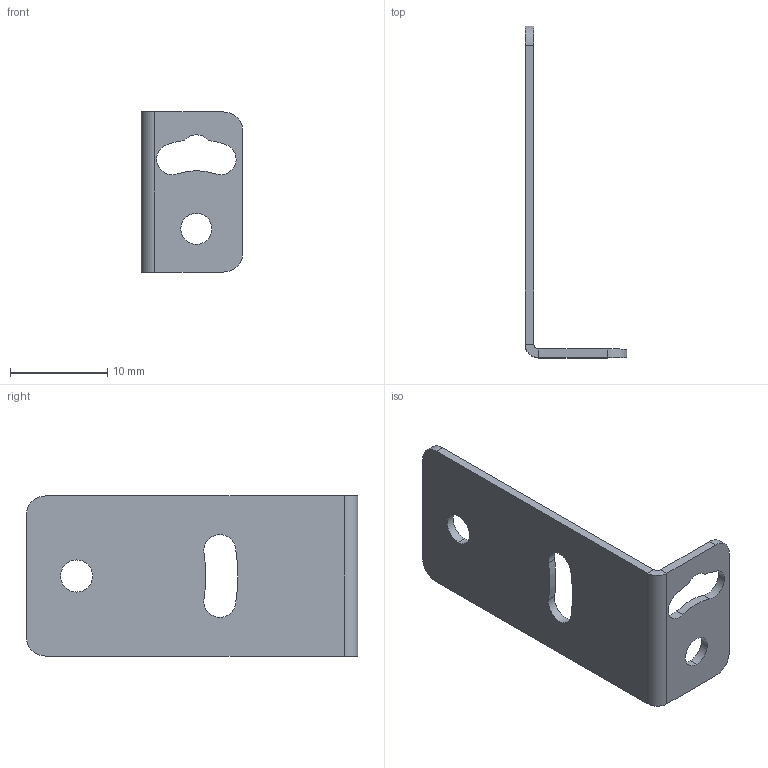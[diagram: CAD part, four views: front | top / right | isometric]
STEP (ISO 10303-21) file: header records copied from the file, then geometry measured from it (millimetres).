
FILE_DESCRIPTION((''),'2;1');
FILE_NAME('141833_SW','2008-08-15T',('banengservice'),('BANNER ENGINEERING'),'PRO/ENGINEER BY PARAMETRIC TECHNOLOGY CORPORATION, 2006170','PRO/ENGINEER BY PARAMETRIC TECHNOLOGY CORPORATION, 2006170','');
FILE_SCHEMA(('CONFIG_CONTROL_DESIGN'));
Length unit declared in the file: inch
Products named in the file (1): 141833_SW
Bounding box: 10.5 x 34.2 x 16.5 mm (x, y, z)
Volume: 580.4 mm3; surface area: 1450.2 mm2
Topology: 1 solids, 1 shells, 32 faces, 82 edges, 52 vertices
Faces by surface type: cylinder 20, plane 12
Entity records: 1038 total; most frequent: DIRECTION 186, CARTESIAN_POINT 166, ORIENTED_EDGE 164, EDGE_CURVE 82, AXIS2_PLACEMENT_3D 72, VERTEX_POINT 52, VECTOR 42, LINE 42
